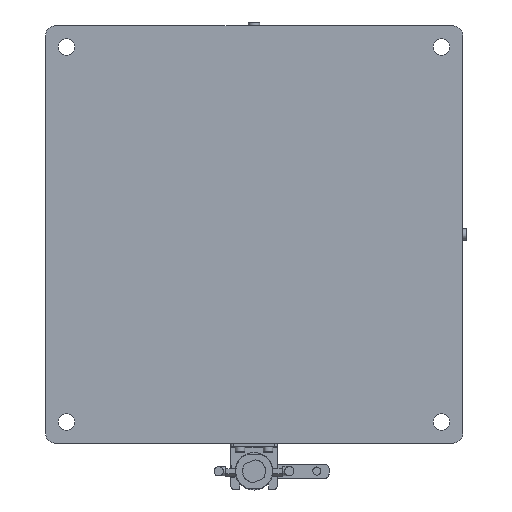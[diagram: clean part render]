
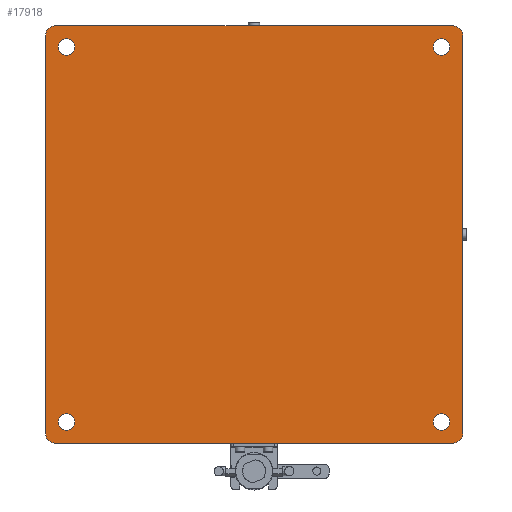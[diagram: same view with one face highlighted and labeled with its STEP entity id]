
A CAD part, left-side view. The second image highlights one B-rep face of the part: STEP entity #17918.
In plain terms, the highlighted planar face has unit normal (1, 0, 0).
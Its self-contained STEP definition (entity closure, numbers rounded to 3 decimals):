
#470 = CARTESIAN_POINT ( 'NONE',  ( 382.391, 165.667, 405.283 ) ) ;
#635 = AXIS2_PLACEMENT_3D ( 'NONE', #19857, #24502, #10874 ) ;
#765 = DIRECTION ( 'NONE',  ( 0., 0., 1. ) ) ;
#1508 = VERTEX_POINT ( 'NONE', #21283 ) ;
#1746 = EDGE_CURVE ( 'NONE', #20058, #20058, #11428, .T. ) ;
#1749 = VERTEX_POINT ( 'NONE', #5986 ) ;
#2089 = DIRECTION ( 'NONE',  ( 0., 0., -1. ) ) ;
#2215 = CIRCLE ( 'NONE', #15634, 9. ) ;
#2701 = CARTESIAN_POINT ( 'NONE',  ( 382.391, 178.167, 827.783 ) ) ;
#3187 = DIRECTION ( 'NONE',  ( 1., 0., 0. ) ) ;
#3316 = DIRECTION ( 'NONE',  ( 1., 0., 0. ) ) ;
#3572 = EDGE_LOOP ( 'NONE', ( #11611, #22570, #14209, #13420, #29407, #13675, #25497, #7922 ) ) ;
#4033 = CARTESIAN_POINT ( 'NONE',  ( 382.391, -246.833, 382.783 ) ) ;
#4189 = DIRECTION ( 'NONE',  ( 1., 0., 0. ) ) ;
#4423 = DIRECTION ( 'NONE',  ( 0., 1., 0. ) ) ;
#5383 = CARTESIAN_POINT ( 'NONE',  ( 382.391, -256.833, 382.783 ) ) ;
#5394 = EDGE_CURVE ( 'NONE', #1749, #5723, #7213, .T. ) ;
#5528 = CIRCLE ( 'NONE', #11279, 10. ) ;
#5628 = CARTESIAN_POINT ( 'NONE',  ( 382.391, -234.333, 805.283 ) ) ;
#5723 = VERTEX_POINT ( 'NONE', #12843 ) ;
#5986 = CARTESIAN_POINT ( 'NONE',  ( 382.391, 178.167, 382.783 ) ) ;
#6079 = FACE_OUTER_BOUND ( 'NONE', #3572, .T. ) ;
#6372 = FACE_BOUND ( 'NONE', #26662, .T. ) ;
#6697 = DIRECTION ( 'NONE',  ( 0., 0., 1. ) ) ;
#7140 = CIRCLE ( 'NONE', #19112, 9. ) ;
#7213 = CIRCLE ( 'NONE', #11059, 10. ) ;
#7922 = ORIENTED_EDGE ( 'NONE', *, *, #13617, .T. ) ;
#8005 = ORIENTED_EDGE ( 'NONE', *, *, #12196, .F. ) ;
#8191 = DIRECTION ( 'NONE',  ( 1., 0., 0. ) ) ;
#8443 = EDGE_CURVE ( 'NONE', #16157, #16157, #7140, .T. ) ;
#8625 = FACE_BOUND ( 'NONE', #16529, .T. ) ;
#9762 = VECTOR ( 'NONE', #4423, 1000. ) ;
#10874 = DIRECTION ( 'NONE',  ( 0., 0., 1. ) ) ;
#10885 = CARTESIAN_POINT ( 'NONE',  ( 382.391, -256.833, 827.783 ) ) ;
#11059 = AXIS2_PLACEMENT_3D ( 'NONE', #26334, #8191, #15391 ) ;
#11079 = CARTESIAN_POINT ( 'NONE',  ( 382.391, -234.333, 405.283 ) ) ;
#11216 = CARTESIAN_POINT ( 'NONE',  ( 382.391, 165.667, 805.283 ) ) ;
#11279 = AXIS2_PLACEMENT_3D ( 'NONE', #13550, #22690, #13265 ) ;
#11428 = CIRCLE ( 'NONE', #12880, 9. ) ;
#11594 = CARTESIAN_POINT ( 'NONE',  ( 382.391, -256.833, 392.783 ) ) ;
#11611 = ORIENTED_EDGE ( 'NONE', *, *, #27877, .F. ) ;
#12016 = CARTESIAN_POINT ( 'NONE',  ( 382.391, 165.667, 414.283 ) ) ;
#12196 = EDGE_CURVE ( 'NONE', #21679, #21679, #27085, .T. ) ;
#12843 = CARTESIAN_POINT ( 'NONE',  ( 382.391, 188.167, 392.783 ) ) ;
#12880 = AXIS2_PLACEMENT_3D ( 'NONE', #11216, #20368, #26516 ) ;
#13237 = VECTOR ( 'NONE', #28153, 1000. ) ;
#13265 = DIRECTION ( 'NONE',  ( 0., 0., 1. ) ) ;
#13420 = ORIENTED_EDGE ( 'NONE', *, *, #5394, .T. ) ;
#13550 = CARTESIAN_POINT ( 'NONE',  ( 382.391, -246.833, 392.783 ) ) ;
#13617 = EDGE_CURVE ( 'NONE', #19837, #17301, #22700, .T. ) ;
#13675 = ORIENTED_EDGE ( 'NONE', *, *, #15885, .T. ) ;
#13715 = VERTEX_POINT ( 'NONE', #12016 ) ;
#14209 = ORIENTED_EDGE ( 'NONE', *, *, #28101, .F. ) ;
#14323 = VERTEX_POINT ( 'NONE', #11594 ) ;
#14424 = DIRECTION ( 'NONE',  ( 0., 0., 1. ) ) ;
#15391 = DIRECTION ( 'NONE',  ( 0., 0., 1. ) ) ;
#15392 = EDGE_LOOP ( 'NONE', ( #17478 ) ) ;
#15456 = EDGE_LOOP ( 'NONE', ( #28408 ) ) ;
#15603 = AXIS2_PLACEMENT_3D ( 'NONE', #5628, #17310, #19408 ) ;
#15634 = AXIS2_PLACEMENT_3D ( 'NONE', #470, #3187, #14424 ) ;
#15885 = EDGE_CURVE ( 'NONE', #1508, #28348, #23630, .T. ) ;
#15970 = AXIS2_PLACEMENT_3D ( 'NONE', #23843, #3316, #19491 ) ;
#16058 = EDGE_CURVE ( 'NONE', #1508, #5723, #20385, .T. ) ;
#16157 = VERTEX_POINT ( 'NONE', #22892 ) ;
#16529 = EDGE_LOOP ( 'NONE', ( #8005 ) ) ;
#17301 = VERTEX_POINT ( 'NONE', #29282 ) ;
#17310 = DIRECTION ( 'NONE',  ( 1., 0., 0. ) ) ;
#17449 = AXIS2_PLACEMENT_3D ( 'NONE', #27227, #18533, #6697 ) ;
#17478 = ORIENTED_EDGE ( 'NONE', *, *, #8443, .F. ) ;
#17545 = DIRECTION ( 'NONE',  ( 0., 0., 1. ) ) ;
#17918 = ADVANCED_FACE ( 'NONE', ( #8625, #26902, #6079, #6372, #19708 ), #24358, .F. ) ;
#18424 = CARTESIAN_POINT ( 'NONE',  ( 382.391, 188.167, 827.783 ) ) ;
#18533 = DIRECTION ( 'NONE',  ( 1., 0., 0. ) ) ;
#19112 = AXIS2_PLACEMENT_3D ( 'NONE', #11079, #4189, #17545 ) ;
#19182 = EDGE_CURVE ( 'NONE', #19837, #28348, #24950, .T. ) ;
#19212 = CARTESIAN_POINT ( 'NONE',  ( 382.391, -256.833, 827.783 ) ) ;
#19408 = DIRECTION ( 'NONE',  ( 0., 0., 1. ) ) ;
#19491 = DIRECTION ( 'NONE',  ( 0., 0., 1. ) ) ;
#19708 = FACE_BOUND ( 'NONE', #15392, .T. ) ;
#19837 = VERTEX_POINT ( 'NONE', #24988 ) ;
#19857 = CARTESIAN_POINT ( 'NONE',  ( 382.391, -34.333, 605.283 ) ) ;
#20058 = VERTEX_POINT ( 'NONE', #29190 ) ;
#20368 = DIRECTION ( 'NONE',  ( 1., 0., 0. ) ) ;
#20385 = LINE ( 'NONE', #18424, #21720 ) ;
#21012 = LINE ( 'NONE', #19212, #24226 ) ;
#21244 = VERTEX_POINT ( 'NONE', #4033 ) ;
#21283 = CARTESIAN_POINT ( 'NONE',  ( 382.391, 188.167, 817.783 ) ) ;
#21565 = LINE ( 'NONE', #5383, #13237 ) ;
#21679 = VERTEX_POINT ( 'NONE', #26026 ) ;
#21720 = VECTOR ( 'NONE', #2089, 1000. ) ;
#22012 = EDGE_CURVE ( 'NONE', #14323, #21244, #5528, .T. ) ;
#22570 = ORIENTED_EDGE ( 'NONE', *, *, #22012, .T. ) ;
#22690 = DIRECTION ( 'NONE',  ( 1., 0., 0. ) ) ;
#22700 = CIRCLE ( 'NONE', #17449, 10. ) ;
#22892 = CARTESIAN_POINT ( 'NONE',  ( 382.391, -234.333, 414.283 ) ) ;
#23630 = CIRCLE ( 'NONE', #15970, 10. ) ;
#23843 = CARTESIAN_POINT ( 'NONE',  ( 382.391, 178.167, 817.783 ) ) ;
#24226 = VECTOR ( 'NONE', #765, 1000. ) ;
#24358 = PLANE ( 'NONE',  #635 ) ;
#24502 = DIRECTION ( 'NONE',  ( -1., 0., 0. ) ) ;
#24509 = ORIENTED_EDGE ( 'NONE', *, *, #1746, .F. ) ;
#24950 = LINE ( 'NONE', #10885, #9762 ) ;
#24988 = CARTESIAN_POINT ( 'NONE',  ( 382.391, -246.833, 827.783 ) ) ;
#25012 = EDGE_CURVE ( 'NONE', #13715, #13715, #2215, .T. ) ;
#25497 = ORIENTED_EDGE ( 'NONE', *, *, #19182, .F. ) ;
#26026 = CARTESIAN_POINT ( 'NONE',  ( 382.391, -234.333, 814.283 ) ) ;
#26334 = CARTESIAN_POINT ( 'NONE',  ( 382.391, 178.167, 392.783 ) ) ;
#26516 = DIRECTION ( 'NONE',  ( 0., 0., 1. ) ) ;
#26662 = EDGE_LOOP ( 'NONE', ( #24509 ) ) ;
#26902 = FACE_BOUND ( 'NONE', #15456, .T. ) ;
#27085 = CIRCLE ( 'NONE', #15603, 9. ) ;
#27227 = CARTESIAN_POINT ( 'NONE',  ( 382.391, -246.833, 817.783 ) ) ;
#27877 = EDGE_CURVE ( 'NONE', #14323, #17301, #21012, .T. ) ;
#28101 = EDGE_CURVE ( 'NONE', #1749, #21244, #21565, .T. ) ;
#28153 = DIRECTION ( 'NONE',  ( 0., -1., 0. ) ) ;
#28348 = VERTEX_POINT ( 'NONE', #2701 ) ;
#28408 = ORIENTED_EDGE ( 'NONE', *, *, #25012, .F. ) ;
#29190 = CARTESIAN_POINT ( 'NONE',  ( 382.391, 165.667, 814.283 ) ) ;
#29282 = CARTESIAN_POINT ( 'NONE',  ( 382.391, -256.833, 817.783 ) ) ;
#29407 = ORIENTED_EDGE ( 'NONE', *, *, #16058, .F. ) ;
